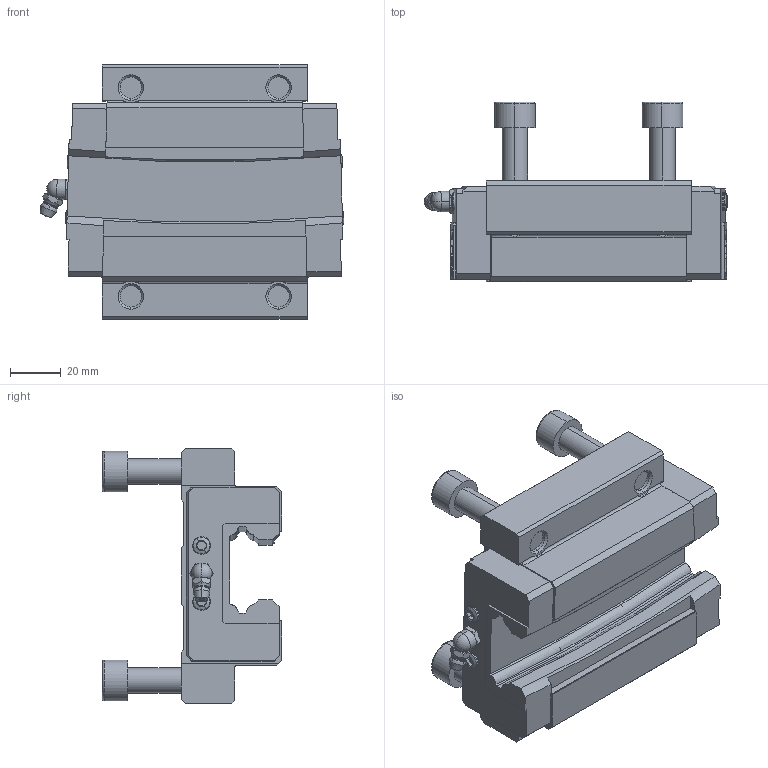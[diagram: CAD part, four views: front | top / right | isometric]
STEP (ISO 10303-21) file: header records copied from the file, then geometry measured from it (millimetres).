
FILE_DESCRIPTION (( 'STEP AP203' ), '1' );
FILE_NAME ('Guide_Tilt_Un_sldprt.STEP', '2018-04-10T07:32:02', ( '' ), ( '' ), 'SwSTEP 2.0', 'SolidWorks 2017', '' );
FILE_SCHEMA (( 'CONFIG_CONTROL_DESIGN' ));
Length unit declared in the file: millimetre
Products named in the file (1): Guide_Tilt_Un_sldprt
Bounding box: 119.24 x 70.5 x 100 mm (x, y, z)
Volume: 286441.3 mm3; surface area: 50397.1 mm2
Topology: 6 solids, 6 shells, 352 faces, 892 edges, 560 vertices
Faces by surface type: plane 202, cylinder 54, cone 54, torus 26, bspline 8, sphere 8
Entity records: 11121 total; most frequent: CARTESIAN_POINT 2886, ORIENTED_EDGE 1762, DIRECTION 1600, EDGE_CURVE 881, AXIS2_PLACEMENT_3D 574, VERTEX_POINT 558, LINE 452, VECTOR 452
